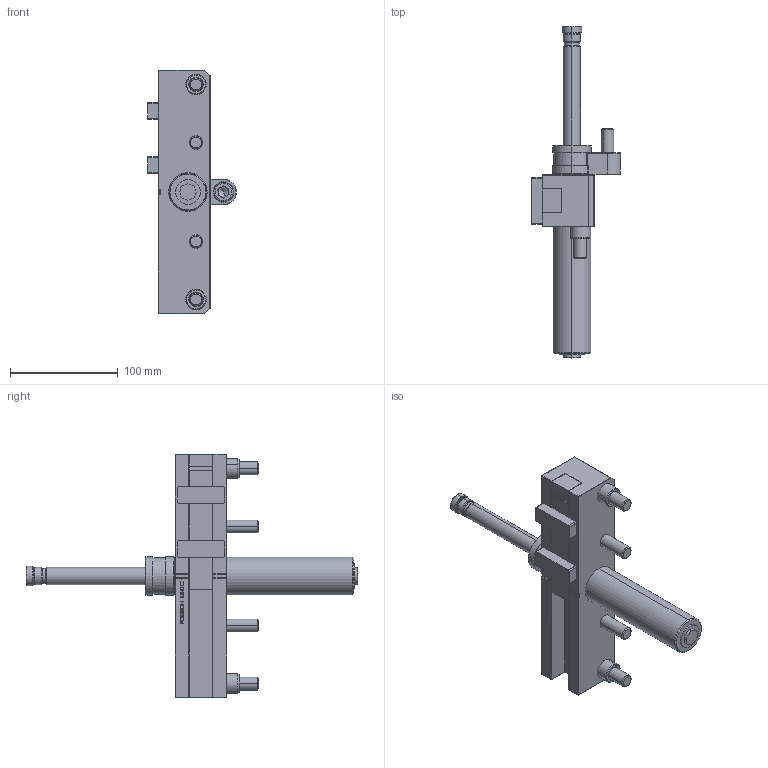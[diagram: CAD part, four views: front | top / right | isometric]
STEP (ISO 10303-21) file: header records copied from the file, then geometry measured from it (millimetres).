
FILE_DESCRIPTION (( 'STEP AP214' ), '1' );
FILE_NAME ('LS30100L_sim.STEP', '2024-09-17T13:56:10', ( '' ), ( '' ), 'SwSTEP 2.0', 'SolidWorks 2021', '' );
FILE_SCHEMA (( 'AUTOMOTIVE_DESIGN' ));
Length unit declared in the file: millimetre
Products named in the file (10): 1DIN9121230_DIN 912 M12 x 30; 9LS30050L-C2; LS30100L_sim; 9LS30050L-A2; ZBS050; 9LS30100L-BC; 9LS30100L-B1; 9LS30100L-C1_sim; 1DIN9121265_DIN 912 M12 x 40 --- 40C; 9LS30050L-A1
Assembly tree (14 placements, depth 2):
  LS30100L_sim
    9LS30100L-BC
    9LS30100L-B1
    9LS30050L-A1
    9LS30050L-A2
    9LS30050L-C2  x2
    1DIN9121265_DIN 912 M12 x 40 --- 40C  x4
    ZBS050  x2
    1DIN9121230_DIN 912 M12 x 30
    9LS30100L-C1_sim
Bounding box: 82.5 x 308.6 x 226 mm (x, y, z)
Volume: 668408.8 mm3; surface area: 182224.1 mm2
Topology: 16 solids, 16 shells, 868 faces, 1957 edges, 1105 vertices
Faces by surface type: plane 291, cylinder 270, cone 106, torus 92, sphere 70, bspline 39
Entity records: 23500 total; most frequent: CARTESIAN_POINT 5898, DIRECTION 3484, ORIENTED_EDGE 3120, EDGE_CURVE 1560, AXIS2_PLACEMENT_3D 1342, VERTEX_POINT 920, VECTOR 800, LINE 800
